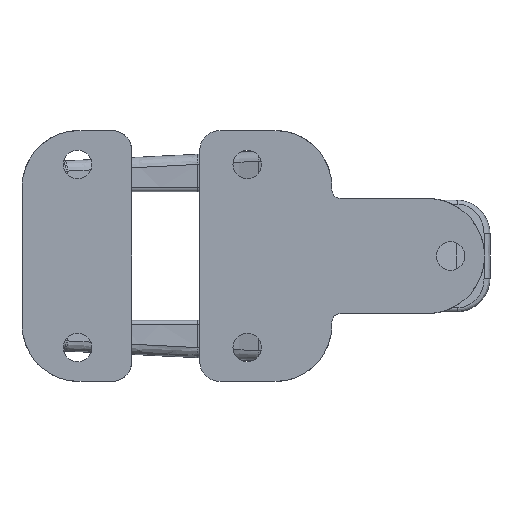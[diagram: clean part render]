
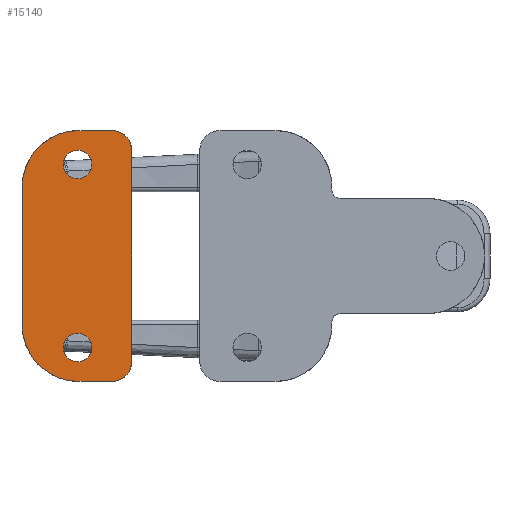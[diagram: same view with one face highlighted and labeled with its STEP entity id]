
A CAD part, front view. The second image highlights one B-rep face of the part: STEP entity #15140.
In plain terms, the highlighted planar face has unit normal (0, -1, 0).
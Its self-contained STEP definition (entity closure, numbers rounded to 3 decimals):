
#2216 = CARTESIAN_POINT ( 'NONE',  ( 0., 0., -11.4 ) ) ;
#2240 = CARTESIAN_POINT ( 'NONE',  ( -8.2, 0., -10.1 ) ) ;
#2246 = CARTESIAN_POINT ( 'NONE',  ( 0., 0., 15.6 ) ) ;
#2307 = CARTESIAN_POINT ( 'NONE',  ( 0.2, 0., 18.5 ) ) ;
#2308 = CARTESIAN_POINT ( 'NONE',  ( -8.2, 0., 10.1 ) ) ;
#2312 = CARTESIAN_POINT ( 'NONE',  ( 0., 0., -15.6 ) ) ;
#2340 = CARTESIAN_POINT ( 'NONE',  ( 8., 0., 15.5 ) ) ;
#2342 = CARTESIAN_POINT ( 'NONE',  ( 0.2, 0., -18.5 ) ) ;
#2349 = CARTESIAN_POINT ( 'NONE',  ( 8., 0., -15.5 ) ) ;
#2355 = CARTESIAN_POINT ( 'NONE',  ( 0., 0., 11.4 ) ) ;
#2366 = CARTESIAN_POINT ( 'NONE',  ( 5., 0., -18.5 ) ) ;
#2372 = CARTESIAN_POINT ( 'NONE',  ( 5., 0., 18.5 ) ) ;
#5568 = EDGE_CURVE ( 'NONE', #9029, #8933, #6892, .T. ) ;
#5576 = EDGE_CURVE ( 'NONE', #9072, #8963, #6896, .T. ) ;
#5591 = EDGE_CURVE ( 'NONE', #9024, #9025, #6901, .T. ) ;
#5592 = EDGE_CURVE ( 'NONE', #8963, #9072, #6902, .T. ) ;
#5616 = EDGE_CURVE ( 'NONE', #9025, #8957, #7111, .T. ) ;
#5617 = EDGE_CURVE ( 'NONE', #8933, #9029, #6904, .T. ) ;
#5618 = EDGE_CURVE ( 'NONE', #9083, #9066, #6905, .T. ) ;
#5619 = EDGE_CURVE ( 'NONE', #9059, #9083, #7120, .T. ) ;
#5620 = EDGE_CURVE ( 'NONE', #9057, #9066, #7123, .T. ) ;
#5621 = EDGE_CURVE ( 'NONE', #9057, #9089, #6906, .T. ) ;
#5622 = EDGE_CURVE ( 'NONE', #9024, #9089, #7129, .T. ) ;
#5623 = EDGE_CURVE ( 'NONE', #8957, #9059, #6907, .T. ) ;
#6172 = PLANE ( 'NONE',  #15115 ) ;
#6173 = CARTESIAN_POINT ( 'NONE',  ( -8.2, 0., 18.5 ) ) ;
#6174 = DIRECTION ( 'NONE',  ( 0., 1., 0. ) ) ;
#6175 = DIRECTION ( 'NONE',  ( 0., 0., 1. ) ) ;
#6892 = CIRCLE ( 'NONE', #8447, 2.1 ) ;
#6896 = CIRCLE ( 'NONE', #8452, 2.1 ) ;
#6901 = CIRCLE ( 'NONE', #14456, 8.4 ) ;
#6902 = CIRCLE ( 'NONE', #14458, 2.1 ) ;
#6904 = CIRCLE ( 'NONE', #14466, 2.1 ) ;
#6905 = CIRCLE ( 'NONE', #14465, 3. ) ;
#6906 = CIRCLE ( 'NONE', #14475, 3. ) ;
#6907 = CIRCLE ( 'NONE', #14473, 8.4 ) ;
#7104 = CARTESIAN_POINT ( 'NONE',  ( 0., 0., -13.5 ) ) ;
#7111 = LINE ( 'NONE', #7112, #14472 ) ;
#7112 = CARTESIAN_POINT ( 'NONE',  ( -8.2, 0., 18.5 ) ) ;
#7113 = DIRECTION ( 'NONE',  ( 0., 0., -1. ) ) ;
#7114 = DIRECTION ( 'NONE',  ( 0., 1., 0. ) ) ;
#7115 = DIRECTION ( 'NONE',  ( 0., 0., 1. ) ) ;
#7116 = CARTESIAN_POINT ( 'NONE',  ( 5., 0., -15.5 ) ) ;
#7117 = DIRECTION ( 'NONE',  ( 0., -1., 0. ) ) ;
#7118 = DIRECTION ( 'NONE',  ( 0., 0., 1. ) ) ;
#7119 = CARTESIAN_POINT ( 'NONE',  ( 5., 0., 15.5 ) ) ;
#7120 = LINE ( 'NONE', #7121, #14474 ) ;
#7121 = CARTESIAN_POINT ( 'NONE',  ( -8.2, 0., -18.5 ) ) ;
#7122 = DIRECTION ( 'NONE',  ( 1., 0., 0. ) ) ;
#7123 = LINE ( 'NONE', #7124, #14476 ) ;
#7124 = CARTESIAN_POINT ( 'NONE',  ( 8., 0., 18.5 ) ) ;
#7125 = DIRECTION ( 'NONE',  ( 0., 0., -1. ) ) ;
#7126 = DIRECTION ( 'NONE',  ( 0., -1., 0. ) ) ;
#7127 = DIRECTION ( 'NONE',  ( 0., 0., 1. ) ) ;
#7128 = CARTESIAN_POINT ( 'NONE',  ( 0.2, 0., -10.1 ) ) ;
#7129 = LINE ( 'NONE', #7130, #14477 ) ;
#7130 = CARTESIAN_POINT ( 'NONE',  ( -8.2, 0., 18.5 ) ) ;
#7131 = DIRECTION ( 'NONE',  ( 1., 0., 0. ) ) ;
#7132 = DIRECTION ( 'NONE',  ( 0., -1., 0. ) ) ;
#7133 = DIRECTION ( 'NONE',  ( 0., 0., 1. ) ) ;
#8447 = AXIS2_PLACEMENT_3D ( 'NONE', #12349, #12356, #12357 ) ;
#8452 = AXIS2_PLACEMENT_3D ( 'NONE', #12378, #12382, #12383 ) ;
#8933 = VERTEX_POINT ( 'NONE', #2216 ) ;
#8957 = VERTEX_POINT ( 'NONE', #2240 ) ;
#8963 = VERTEX_POINT ( 'NONE', #2246 ) ;
#9024 = VERTEX_POINT ( 'NONE', #2307 ) ;
#9025 = VERTEX_POINT ( 'NONE', #2308 ) ;
#9029 = VERTEX_POINT ( 'NONE', #2312 ) ;
#9057 = VERTEX_POINT ( 'NONE', #2340 ) ;
#9059 = VERTEX_POINT ( 'NONE', #2342 ) ;
#9066 = VERTEX_POINT ( 'NONE', #2349 ) ;
#9072 = VERTEX_POINT ( 'NONE', #2355 ) ;
#9083 = VERTEX_POINT ( 'NONE', #2366 ) ;
#9089 = VERTEX_POINT ( 'NONE', #2372 ) ;
#9614 = EDGE_LOOP ( 'NONE', ( #10108, #10110 ) ) ;
#9615 = EDGE_LOOP ( 'NONE', ( #10111, #10112 ) ) ;
#9616 = EDGE_LOOP ( 'NONE', ( #10109, #10114, #10113, #10115, #10116, #10117, #10119, #10118 ) ) ;
#10108 = ORIENTED_EDGE ( 'NONE', *, *, #5592, .T. ) ;
#10109 = ORIENTED_EDGE ( 'NONE', *, *, #5619, .T. ) ;
#10110 = ORIENTED_EDGE ( 'NONE', *, *, #5576, .T. ) ;
#10111 = ORIENTED_EDGE ( 'NONE', *, *, #5617, .T. ) ;
#10112 = ORIENTED_EDGE ( 'NONE', *, *, #5568, .T. ) ;
#10113 = ORIENTED_EDGE ( 'NONE', *, *, #5620, .F. ) ;
#10114 = ORIENTED_EDGE ( 'NONE', *, *, #5618, .T. ) ;
#10115 = ORIENTED_EDGE ( 'NONE', *, *, #5621, .T. ) ;
#10116 = ORIENTED_EDGE ( 'NONE', *, *, #5622, .F. ) ;
#10117 = ORIENTED_EDGE ( 'NONE', *, *, #5591, .T. ) ;
#10118 = ORIENTED_EDGE ( 'NONE', *, *, #5623, .T. ) ;
#10119 = ORIENTED_EDGE ( 'NONE', *, *, #5616, .T. ) ;
#12349 = CARTESIAN_POINT ( 'NONE',  ( 0., 0., -13.5 ) ) ;
#12356 = DIRECTION ( 'NONE',  ( 0., 1., 0. ) ) ;
#12357 = DIRECTION ( 'NONE',  ( 0., 0., 1. ) ) ;
#12378 = CARTESIAN_POINT ( 'NONE',  ( 0., 0., 13.5 ) ) ;
#12382 = DIRECTION ( 'NONE',  ( 0., 1., 0. ) ) ;
#12383 = DIRECTION ( 'NONE',  ( 0., 0., -1. ) ) ;
#12430 = CARTESIAN_POINT ( 'NONE',  ( 0.2, 0., 10.1 ) ) ;
#12434 = DIRECTION ( 'NONE',  ( 0., -1., 0. ) ) ;
#12435 = DIRECTION ( 'NONE',  ( 0., 0., 1. ) ) ;
#12436 = CARTESIAN_POINT ( 'NONE',  ( 0., 0., 13.5 ) ) ;
#12437 = DIRECTION ( 'NONE',  ( 0., 1., 0. ) ) ;
#12438 = DIRECTION ( 'NONE',  ( 0., 0., -1. ) ) ;
#14456 = AXIS2_PLACEMENT_3D ( 'NONE', #12430, #12434, #12435 ) ;
#14458 = AXIS2_PLACEMENT_3D ( 'NONE', #12436, #12437, #12438 ) ;
#14465 = AXIS2_PLACEMENT_3D ( 'NONE', #7116, #7117, #7118 ) ;
#14466 = AXIS2_PLACEMENT_3D ( 'NONE', #7104, #7114, #7115 ) ;
#14472 = VECTOR ( 'NONE', #7113, 1000. ) ;
#14473 = AXIS2_PLACEMENT_3D ( 'NONE', #7128, #7132, #7133 ) ;
#14474 = VECTOR ( 'NONE', #7122, 1000. ) ;
#14475 = AXIS2_PLACEMENT_3D ( 'NONE', #7119, #7126, #7127 ) ;
#14476 = VECTOR ( 'NONE', #7125, 1000. ) ;
#14477 = VECTOR ( 'NONE', #7131, 1000. ) ;
#15108 = FACE_BOUND ( 'NONE', #9614, .T. ) ;
#15111 = FACE_BOUND ( 'NONE', #9615, .T. ) ;
#15114 = FACE_OUTER_BOUND ( 'NONE', #9616, .T. ) ;
#15115 = AXIS2_PLACEMENT_3D ( 'NONE', #6173, #6174, #6175 ) ;
#15140 = ADVANCED_FACE ( 'NONE', ( #15108, #15111, #15114 ), #6172, .F. ) ;
